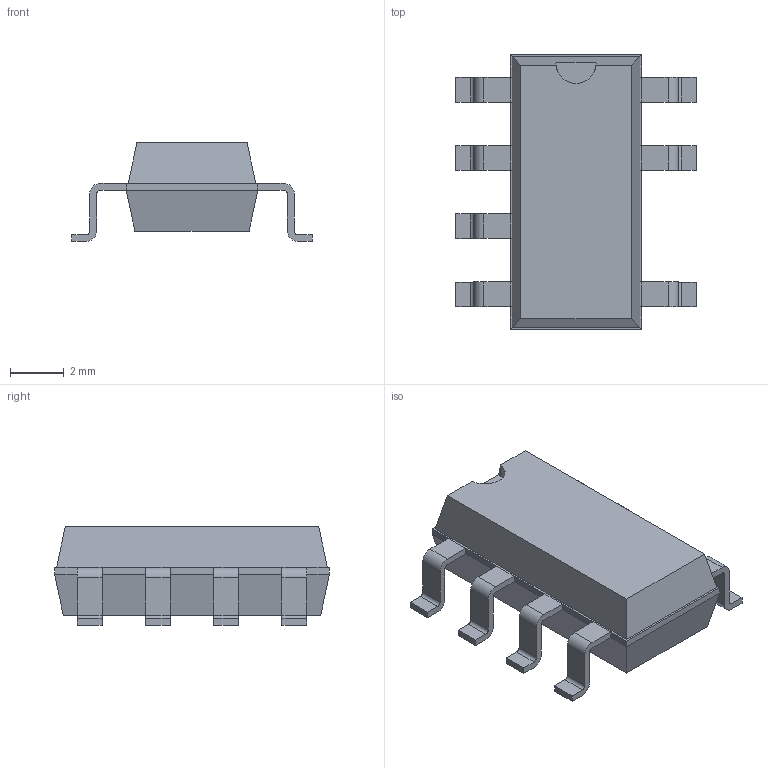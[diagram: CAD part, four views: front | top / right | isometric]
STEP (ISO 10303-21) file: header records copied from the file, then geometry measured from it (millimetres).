
FILE_DESCRIPTION(/* description */ ('model of PowerIntegrations_SMD-8B'),/* implementation_level */ '2;1');
FILE_NAME(/* name */ 'PowerIntegrations_SMD-8B.step',/* time_stamp */ '2018-11-04T11:34:09',/* author */ ('kicad StepUp','ksu'),/* organization */ ('FreeCAD'),/* preprocessor_version */ 'OCC',/* originating_system */ 'kicad StepUp',/* authorisation */ '');
FILE_SCHEMA(('AUTOMOTIVE_DESIGN { 1 0 10303 214 1 1 1 1 }'));
Length unit declared in the file: millimetre
Products named in the file (1): PowerIntegrations_SMD_8B
Bounding box: 8.95 x 10.24 x 3.68 mm (x, y, z)
Volume: 153.4 mm3; surface area: 240.3 mm2
Topology: 1 solids, 1 shells, 132 faces, 338 edges, 208 vertices
Faces by surface type: plane 77, cylinder 29, bspline 26
Entity records: 2678 total; most frequent: ORIENTED_EDGE 558, CARTESIAN_POINT 379, EDGE_CURVE 338, VERTEX_POINT 208, LINE 202, AXIS2_PLACEMENT_3D 151, ADVANCED_FACE 132, FACE_BOUND 132
